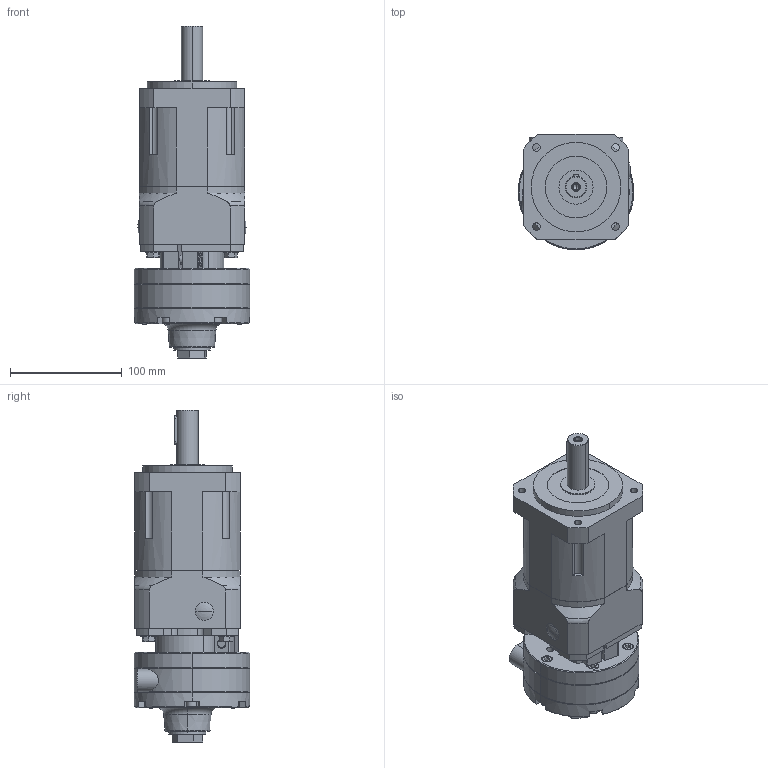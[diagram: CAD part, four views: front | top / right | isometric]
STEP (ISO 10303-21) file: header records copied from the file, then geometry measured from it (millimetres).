
FILE_DESCRIPTION (( 'STEP AP203' ), '1' );
FILE_NAME ('PV20-0920.STEP', '2012-06-26T21:56:34', ( ' ' ), ( ' ' ), 'SwSTEP 2.0', 'SolidWorks 2005339', '' );
FILE_SCHEMA (( 'CONFIG_CONTROL_DESIGN' ));
Length unit declared in the file: inch
Products named in the file (9): Coupler, PV40-09x0; 1-4 x 0.5 Filister screw; PV20-0920; 6M Hex-Washer Screw; 5-16 x 1in SHCS; Gast 2AM; 1-4 x 1in SHCS; 2AM; 0920 inch output
Assembly tree (21 placements, depth 3):
  PV20-0920
    0920 inch output
    Gast 2AM
      1-4 x 1in SHCS  x6
      1-4 x 0.5 Filister screw  x6
      2AM
    6M Hex-Washer Screw  x4
    5-16 x 1in SHCS
    Coupler, PV40-09x0
Bounding box: 103.12 x 103.12 x 296.64 mm (x, y, z)
Volume: 1596090.5 mm3; surface area: 179955.7 mm2
Topology: 21 solids, 21 shells, 848 faces, 2055 edges, 1317 vertices
Faces by surface type: plane 351, cylinder 252, cone 179, torus 54, sphere 6, bspline 6
Entity records: 18140 total; most frequent: CARTESIAN_POINT 4114, DIRECTION 2807, ORIENTED_EDGE 2548, EDGE_CURVE 1274, AXIS2_PLACEMENT_3D 1090, VERTEX_POINT 833, VECTOR 627, LINE 627
